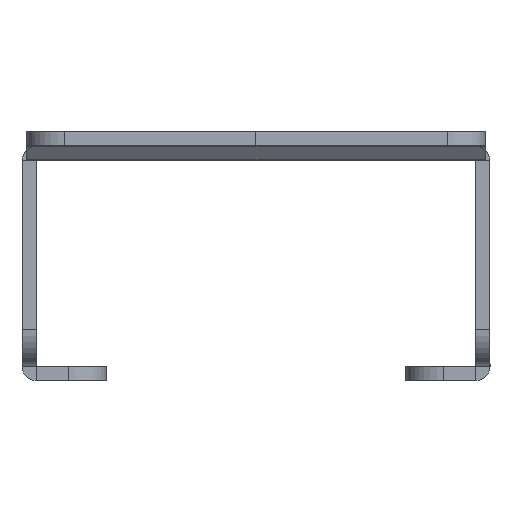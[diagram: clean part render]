
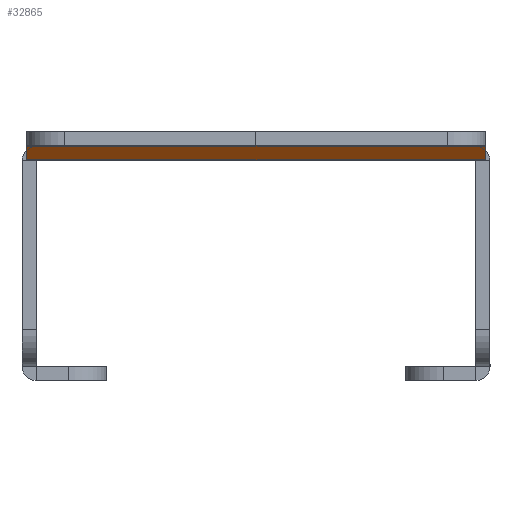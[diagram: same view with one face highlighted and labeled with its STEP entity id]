
A CAD part, left-side view. The second image highlights one B-rep face of the part: STEP entity #32865.
In plain terms, the highlighted planar face has unit normal (-0.342, 0, -0.94).
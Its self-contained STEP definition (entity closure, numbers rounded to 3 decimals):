
#12800 = FACE_OUTER_BOUND ( 'NONE', #40511, .T. ) ;
#14147 = CARTESIAN_POINT ( 'NONE',  ( -944.023, -24.5, 0.09 ) ) ;
#14152 = PLANE ( 'NONE',  #14410 ) ;
#14157 = DIRECTION ( 'NONE',  ( 0.342, 0., 0.94 ) ) ;
#14158 = DIRECTION ( 'NONE',  ( 0.94, 0., -0.342 ) ) ;
#14410 = AXIS2_PLACEMENT_3D ( 'NONE', #14147, #14157, #14158 ) ;
#17380 = CARTESIAN_POINT ( 'NONE',  ( -948.25, -24.5, 1.629 ) ) ;
#17382 = CARTESIAN_POINT ( 'NONE',  ( -944.025, -24.5, 0.091 ) ) ;
#17384 = CARTESIAN_POINT ( 'NONE',  ( -948.25, 24.5, 1.629 ) ) ;
#17387 = CARTESIAN_POINT ( 'NONE',  ( -944.025, 24.5, 0.091 ) ) ;
#18883 = CARTESIAN_POINT ( 'NONE',  ( -944.025, -24.5, 0.091 ) ) ;
#18886 = DIRECTION ( 'NONE',  ( 0., 1., 0. ) ) ;
#18887 = CARTESIAN_POINT ( 'NONE',  ( -948.252, -24.5, 1.63 ) ) ;
#18890 = DIRECTION ( 'NONE',  ( -0.94, 0., 0.342 ) ) ;
#18901 = CARTESIAN_POINT ( 'NONE',  ( -944.023, 24.5, 0.09 ) ) ;
#18902 = DIRECTION ( 'NONE',  ( 0.94, 0., -0.342 ) ) ;
#18905 = CARTESIAN_POINT ( 'NONE',  ( -948.25, 24.5, 1.629 ) ) ;
#18908 = DIRECTION ( 'NONE',  ( 0., -1., 0. ) ) ;
#20521 = LINE ( 'NONE', #18883, #20539 ) ;
#20538 = LINE ( 'NONE', #18887, #20543 ) ;
#20539 = VECTOR ( 'NONE', #18886, 1000. ) ;
#20543 = VECTOR ( 'NONE', #18890, 1000. ) ;
#20550 = LINE ( 'NONE', #18905, #20561 ) ;
#20555 = LINE ( 'NONE', #18901, #20556 ) ;
#20556 = VECTOR ( 'NONE', #18902, 1000. ) ;
#20561 = VECTOR ( 'NONE', #18908, 1000. ) ;
#20998 = ORIENTED_EDGE ( 'NONE', *, *, #39654, .F. ) ;
#20999 = ORIENTED_EDGE ( 'NONE', *, *, #39651, .T. ) ;
#21000 = ORIENTED_EDGE ( 'NONE', *, *, #39643, .F. ) ;
#21001 = ORIENTED_EDGE ( 'NONE', *, *, #39645, .T. ) ;
#32865 = ADVANCED_FACE ( 'NONE', ( #12800 ), #14152, .F. ) ;
#34295 = VERTEX_POINT ( 'NONE', #17380 ) ;
#34297 = VERTEX_POINT ( 'NONE', #17382 ) ;
#34299 = VERTEX_POINT ( 'NONE', #17384 ) ;
#34302 = VERTEX_POINT ( 'NONE', #17387 ) ;
#39643 = EDGE_CURVE ( 'NONE', #34297, #34302, #20521, .T. ) ;
#39645 = EDGE_CURVE ( 'NONE', #34297, #34295, #20538, .T. ) ;
#39651 = EDGE_CURVE ( 'NONE', #34299, #34302, #20555, .T. ) ;
#39654 = EDGE_CURVE ( 'NONE', #34299, #34295, #20550, .T. ) ;
#40511 = EDGE_LOOP ( 'NONE', ( #20998, #20999, #21000, #21001 ) ) ;
